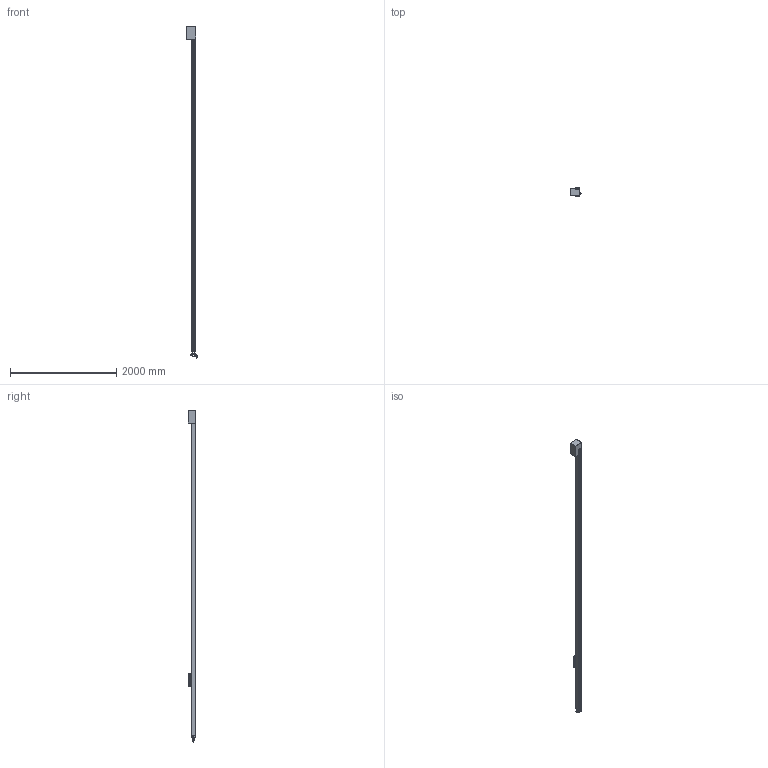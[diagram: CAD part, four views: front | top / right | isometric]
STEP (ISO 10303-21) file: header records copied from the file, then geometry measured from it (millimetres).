
FILE_DESCRIPTION (( 'STEP AP214' ), '1' );
FILE_NAME ('380.701.001_6m_Manipulator_Step.STEP', '2020-07-28T07:15:46', ( '' ), ( '' ), 'SwSTEP 2.0', 'SolidWorks 2020', '' );
FILE_SCHEMA (( 'AUTOMOTIVE_DESIGN' ));
Length unit declared in the file: millimetre
Products named in the file (1): 380.701.001_6m_Manipulator_Step
Bounding box: 205.78 x 147.4 x 6238.8 mm (x, y, z)
Surface area: 2971267.1 mm2 (no closed solid volume)
Topology: 0 solids, 39 shells, 297 faces, 1375 edges, 1081 vertices
Faces by surface type: plane 153, cylinder 114, bspline 26, sphere 4
Entity records: 19654 total; most frequent: CARTESIAN_POINT 5561, DIRECTION 2221, ORIENTED_EDGE 1932, EDGE_CURVE 1371, VERTEX_POINT 1081, AXIS2_PLACEMENT_3D 749, LINE 723, VECTOR 723
